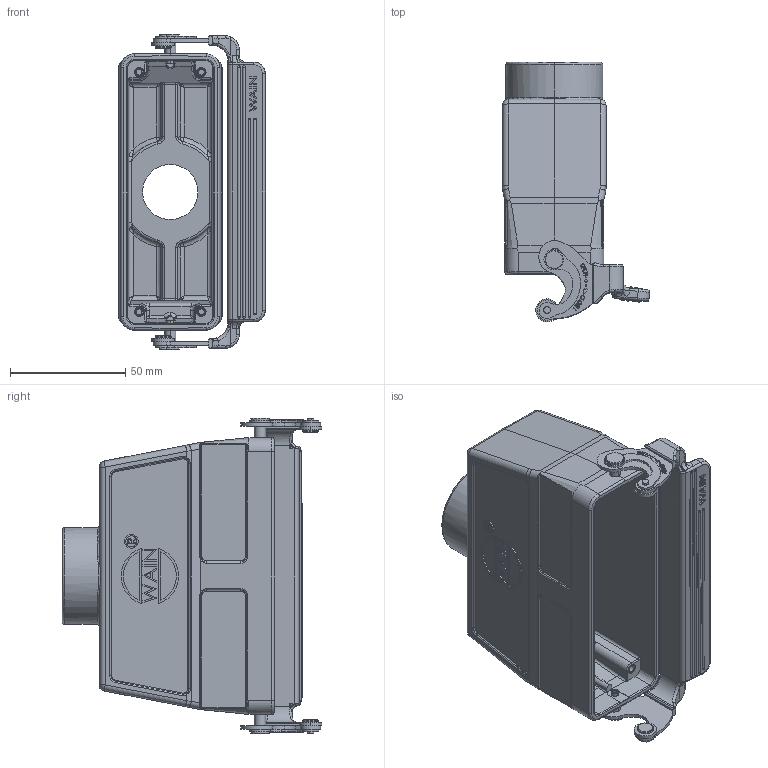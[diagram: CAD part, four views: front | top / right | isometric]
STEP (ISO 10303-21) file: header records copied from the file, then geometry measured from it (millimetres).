
FILE_DESCRIPTION((''),'2;1');
FILE_NAME('3D_1110247215011_H24B-CCTH-1L_S','2020-10-14T',('xk.he'),(''),'CREO PARAMETRIC BY PTC INC, 2016130','CREO PARAMETRIC BY PTC INC, 2016130','');
FILE_SCHEMA(('CONFIG_CONTROL_DESIGN'));
Products named in the file (1): 3D_1110247215011_H24B-CCTH-1L_S
Bounding box: 63.89 x 112.58 x 137.1 mm (x, y, z)
Surface area: 82928.7 mm2 (no closed solid volume)
Topology: 0 solids, 18 shells, 1632 faces, 4383 edges, 2818 vertices
Faces by surface type: plane 649, cylinder 388, extrusion 260, bspline 169, torus 92, cone 52, sphere 22
Entity records: 62739 total; most frequent: CARTESIAN_POINT 24014, ORIENTED_EDGE 8509, DIRECTION 6947, EDGE_CURVE 4337, VERTEX_POINT 2818, VECTOR 2505, LINE 2245, AXIS2_PLACEMENT_3D 2221
